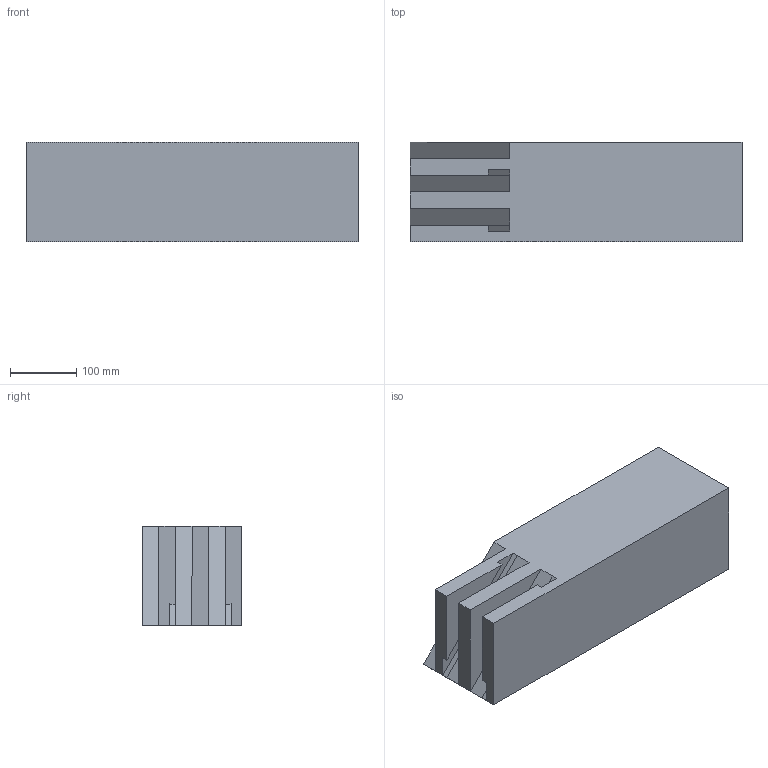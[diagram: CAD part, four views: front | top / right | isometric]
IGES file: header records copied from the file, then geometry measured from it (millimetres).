
Global section: file name: 84Hjapanse_joint_rhino.igs; native system: Rhinoceros ( Feb  8 2021 ); preprocessor: Trout Lake IGES 012 Feb  8 2021; date: 210214.200428; units: millimetre
Bounding box: 500 x 150 x 150 mm (x, y, z)
Surface area: 389047.7 mm2 (no closed solid volume)
Topology: 0 solids, 0 shells, 22 faces, 103 edges, 103 vertices
Faces by surface type: bspline 22
